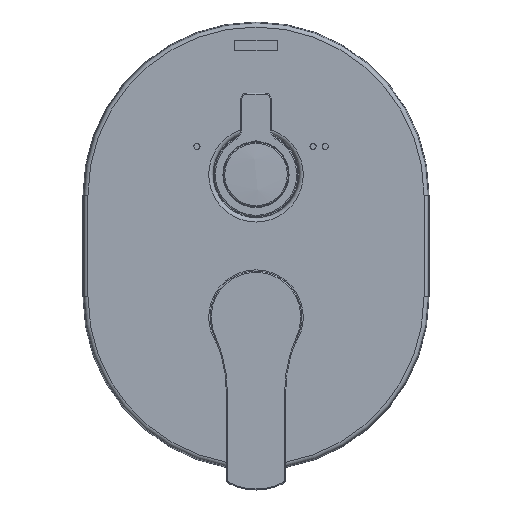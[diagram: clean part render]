
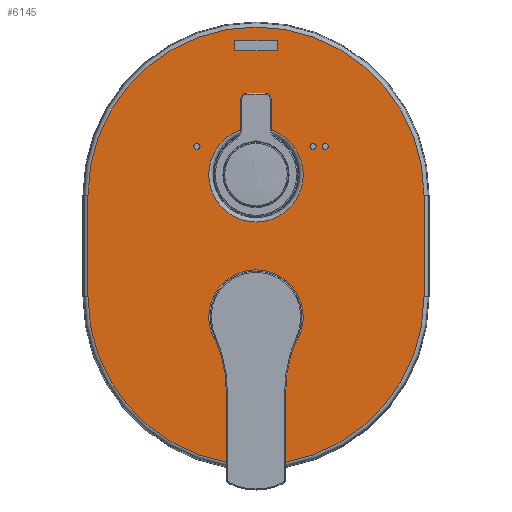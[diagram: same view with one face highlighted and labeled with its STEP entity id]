
A CAD part, top view. The second image highlights one B-rep face of the part: STEP entity #6145.
In plain terms, the highlighted planar face has unit normal (0, 0, 1).
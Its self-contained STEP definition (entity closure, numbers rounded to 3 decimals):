
#200 = AXIS2_PLACEMENT_3D ( 'NONE', #3361, #3340, #3381 ) ;
#234 = VECTOR ( 'NONE', #3681, 1000. ) ;
#269 = CARTESIAN_POINT ( 'NONE',  ( 47.5, 167.863, -76.848 ) ) ;
#504 = CARTESIAN_POINT ( 'NONE',  ( 13.761, 107., -76.848 ) ) ;
#727 = AXIS2_PLACEMENT_3D ( 'NONE', #824, #1365, #1895 ) ;
#735 = CARTESIAN_POINT ( 'NONE',  ( 26.5, 167.863, -76.848 ) ) ;
#783 = CARTESIAN_POINT ( 'NONE',  ( 8., 120.863, -76.848 ) ) ;
#824 = CARTESIAN_POINT ( 'NONE',  ( 37., 97., -76.848 ) ) ;
#860 = CARTESIAN_POINT ( 'NONE',  ( 119.511, 47., -76.848 ) ) ;
#961 = VERTEX_POINT ( 'NONE', #1252 ) ;
#990 = EDGE_CURVE ( 'NONE', #2284, #2284, #4378, .T. ) ;
#1011 = DIRECTION ( 'NONE',  ( -1., 0., 0. ) ) ;
#1028 = EDGE_CURVE ( 'NONE', #6374, #961, #4146, .T. ) ;
#1121 = DIRECTION ( 'NONE',  ( 0., -1., 0. ) ) ;
#1161 = EDGE_CURVE ( 'NONE', #2450, #2450, #4463, .T. ) ;
#1207 = CARTESIAN_POINT ( 'NONE',  ( 37., 37., -76.848 ) ) ;
#1252 = CARTESIAN_POINT ( 'NONE',  ( 26.5, 172.863, -76.848 ) ) ;
#1253 = DIRECTION ( 'NONE',  ( 0., 0., -1. ) ) ;
#1285 = CIRCLE ( 'NONE', #3192, 82.511 ) ;
#1288 = VERTEX_POINT ( 'NONE', #504 ) ;
#1365 = DIRECTION ( 'NONE',  ( 0., 0., 1. ) ) ;
#1418 = CARTESIAN_POINT ( 'NONE',  ( 37., 97., -76.848 ) ) ;
#1439 = EDGE_LOOP ( 'NONE', ( #6213 ) ) ;
#1469 = VECTOR ( 'NONE', #2758, 1000. ) ;
#1548 = DIRECTION ( 'NONE',  ( -1., 0., 0. ) ) ;
#1600 = EDGE_LOOP ( 'NONE', ( #4606 ) ) ;
#1619 = DIRECTION ( 'NONE',  ( 0., 0., 1. ) ) ;
#1771 = VERTEX_POINT ( 'NONE', #4720 ) ;
#1818 = EDGE_CURVE ( 'NONE', #4311, #6374, #1871, .T. ) ;
#1871 = LINE ( 'NONE', #5376, #1469 ) ;
#1895 = DIRECTION ( 'NONE',  ( -1., 0., 0. ) ) ;
#1928 = CARTESIAN_POINT ( 'NONE',  ( 6.5, 120.863, -76.848 ) ) ;
#1967 = CIRCLE ( 'NONE', #5980, 1.5 ) ;
#1980 = VECTOR ( 'NONE', #1121, 1000. ) ;
#1986 = EDGE_CURVE ( 'NONE', #5791, #2422, #1285, .T. ) ;
#1994 = DIRECTION ( 'NONE',  ( 0., 0., -1. ) ) ;
#1997 = EDGE_CURVE ( 'NONE', #961, #1771, #5770, .T. ) ;
#2065 = AXIS2_PLACEMENT_3D ( 'NONE', #4047, #1994, #5617 ) ;
#2147 = CARTESIAN_POINT ( 'NONE',  ( 37., 172.863, -76.848 ) ) ;
#2284 = VERTEX_POINT ( 'NONE', #2353 ) ;
#2287 = EDGE_CURVE ( 'NONE', #3589, #3589, #3664, .T. ) ;
#2314 = CARTESIAN_POINT ( 'NONE',  ( 63.5, 120.863, -76.848 ) ) ;
#2353 = CARTESIAN_POINT ( 'NONE',  ( 13.761, 37., -76.848 ) ) ;
#2367 = EDGE_LOOP ( 'NONE', ( #2427 ) ) ;
#2393 = CIRCLE ( 'NONE', #200, 23.239 ) ;
#2422 = VERTEX_POINT ( 'NONE', #860 ) ;
#2427 = ORIENTED_EDGE ( 'NONE', *, *, #4360, .T. ) ;
#2450 = VERTEX_POINT ( 'NONE', #2314 ) ;
#2545 = FACE_OUTER_BOUND ( 'NONE', #3449, .T. ) ;
#2615 = CARTESIAN_POINT ( 'NONE',  ( 69.5, 120.863, -76.848 ) ) ;
#2675 = EDGE_LOOP ( 'NONE', ( #3414 ) ) ;
#2701 = ORIENTED_EDGE ( 'NONE', *, *, #1997, .T. ) ;
#2725 = CARTESIAN_POINT ( 'NONE',  ( -45.511, 97., -76.848 ) ) ;
#2757 = EDGE_CURVE ( 'NONE', #5876, #4901, #5989, .T. ) ;
#2758 = DIRECTION ( 'NONE',  ( -1., 0., 0. ) ) ;
#2802 = ORIENTED_EDGE ( 'NONE', *, *, #5085, .T. ) ;
#2855 = DIRECTION ( 'NONE',  ( 0., 1., 0. ) ) ;
#3030 = FACE_BOUND ( 'NONE', #5562, .T. ) ;
#3074 = CARTESIAN_POINT ( 'NONE',  ( 47.5, 97., -76.848 ) ) ;
#3180 = EDGE_CURVE ( 'NONE', #2422, #5876, #6070, .T. ) ;
#3192 = AXIS2_PLACEMENT_3D ( 'NONE', #4659, #1619, #1548 ) ;
#3339 = FACE_BOUND ( 'NONE', #2675, .T. ) ;
#3340 = DIRECTION ( 'NONE',  ( 0., 0., -1. ) ) ;
#3361 = CARTESIAN_POINT ( 'NONE',  ( 37., 107., -76.848 ) ) ;
#3381 = DIRECTION ( 'NONE',  ( -1., 0., 0. ) ) ;
#3412 = DIRECTION ( 'NONE',  ( 0., 0., 1. ) ) ;
#3414 = ORIENTED_EDGE ( 'NONE', *, *, #1161, .T. ) ;
#3449 = EDGE_LOOP ( 'NONE', ( #4077, #5000, #2802, #3632 ) ) ;
#3517 = FACE_BOUND ( 'NONE', #3536, .T. ) ;
#3535 = PLANE ( 'NONE',  #727 ) ;
#3536 = EDGE_LOOP ( 'NONE', ( #4121 ) ) ;
#3589 = VERTEX_POINT ( 'NONE', #1928 ) ;
#3629 = DIRECTION ( 'NONE',  ( 0., 0., -1. ) ) ;
#3632 = ORIENTED_EDGE ( 'NONE', *, *, #1986, .T. ) ;
#3664 = CIRCLE ( 'NONE', #5241, 1.5 ) ;
#3681 = DIRECTION ( 'NONE',  ( 1., 0., 0. ) ) ;
#3687 = EDGE_CURVE ( 'NONE', #1771, #4311, #4124, .T. ) ;
#3869 = AXIS2_PLACEMENT_3D ( 'NONE', #1418, #3412, #4500 ) ;
#3901 = FACE_BOUND ( 'NONE', #1600, .T. ) ;
#4047 = CARTESIAN_POINT ( 'NONE',  ( 65., 120.863, -76.848 ) ) ;
#4072 = VECTOR ( 'NONE', #2855, 1000. ) ;
#4077 = ORIENTED_EDGE ( 'NONE', *, *, #3180, .T. ) ;
#4121 = ORIENTED_EDGE ( 'NONE', *, *, #6443, .T. ) ;
#4124 = LINE ( 'NONE', #3074, #4208 ) ;
#4146 = LINE ( 'NONE', #5449, #4072 ) ;
#4208 = VECTOR ( 'NONE', #5231, 1000. ) ;
#4235 = FACE_BOUND ( 'NONE', #2367, .T. ) ;
#4254 = ORIENTED_EDGE ( 'NONE', *, *, #1028, .T. ) ;
#4311 = VERTEX_POINT ( 'NONE', #269 ) ;
#4360 = EDGE_CURVE ( 'NONE', #1288, #1288, #2393, .T. ) ;
#4378 = CIRCLE ( 'NONE', #5189, 23.239 ) ;
#4463 = CIRCLE ( 'NONE', #2065, 1.5 ) ;
#4500 = DIRECTION ( 'NONE',  ( -1., 0., 0. ) ) ;
#4606 = ORIENTED_EDGE ( 'NONE', *, *, #990, .T. ) ;
#4659 = CARTESIAN_POINT ( 'NONE',  ( 37., 47., -76.848 ) ) ;
#4712 = VERTEX_POINT ( 'NONE', #2615 ) ;
#4720 = CARTESIAN_POINT ( 'NONE',  ( 47.5, 172.863, -76.848 ) ) ;
#4733 = CARTESIAN_POINT ( 'NONE',  ( -45.511, 47., -76.848 ) ) ;
#4763 = CARTESIAN_POINT ( 'NONE',  ( 119.511, 97., -76.848 ) ) ;
#4836 = DIRECTION ( 'NONE',  ( 0., 0., -1. ) ) ;
#4901 = VERTEX_POINT ( 'NONE', #2725 ) ;
#5000 = ORIENTED_EDGE ( 'NONE', *, *, #2757, .T. ) ;
#5085 = EDGE_CURVE ( 'NONE', #4901, #5791, #6424, .T. ) ;
#5189 = AXIS2_PLACEMENT_3D ( 'NONE', #1207, #4836, #5394 ) ;
#5231 = DIRECTION ( 'NONE',  ( 0., -1., 0. ) ) ;
#5241 = AXIS2_PLACEMENT_3D ( 'NONE', #783, #1253, #5375 ) ;
#5359 = CARTESIAN_POINT ( 'NONE',  ( -45.511, 47., -76.848 ) ) ;
#5375 = DIRECTION ( 'NONE',  ( -1., 0., 0. ) ) ;
#5376 = CARTESIAN_POINT ( 'NONE',  ( 37., 167.863, -76.848 ) ) ;
#5394 = DIRECTION ( 'NONE',  ( -1., 0., 0. ) ) ;
#5449 = CARTESIAN_POINT ( 'NONE',  ( 26.5, 97., -76.848 ) ) ;
#5562 = EDGE_LOOP ( 'NONE', ( #4254, #2701, #5604, #6366 ) ) ;
#5604 = ORIENTED_EDGE ( 'NONE', *, *, #3687, .T. ) ;
#5617 = DIRECTION ( 'NONE',  ( -1., 0., 0. ) ) ;
#5770 = LINE ( 'NONE', #2147, #234 ) ;
#5780 = FACE_BOUND ( 'NONE', #1439, .T. ) ;
#5789 = CARTESIAN_POINT ( 'NONE',  ( 119.511, 97., -76.848 ) ) ;
#5791 = VERTEX_POINT ( 'NONE', #5359 ) ;
#5876 = VERTEX_POINT ( 'NONE', #4763 ) ;
#5980 = AXIS2_PLACEMENT_3D ( 'NONE', #6298, #3629, #1011 ) ;
#5989 = CIRCLE ( 'NONE', #3869, 82.511 ) ;
#6070 = LINE ( 'NONE', #5789, #6330 ) ;
#6145 = ADVANCED_FACE ( 'NONE', ( #3517, #3030, #4235, #3901, #2545, #3339, #5780 ), #3535, .T. ) ;
#6213 = ORIENTED_EDGE ( 'NONE', *, *, #2287, .T. ) ;
#6297 = DIRECTION ( 'NONE',  ( 0., 1., 0. ) ) ;
#6298 = CARTESIAN_POINT ( 'NONE',  ( 71., 120.863, -76.848 ) ) ;
#6330 = VECTOR ( 'NONE', #6297, 1000. ) ;
#6366 = ORIENTED_EDGE ( 'NONE', *, *, #1818, .T. ) ;
#6374 = VERTEX_POINT ( 'NONE', #735 ) ;
#6424 = LINE ( 'NONE', #4733, #1980 ) ;
#6443 = EDGE_CURVE ( 'NONE', #4712, #4712, #1967, .T. ) ;
